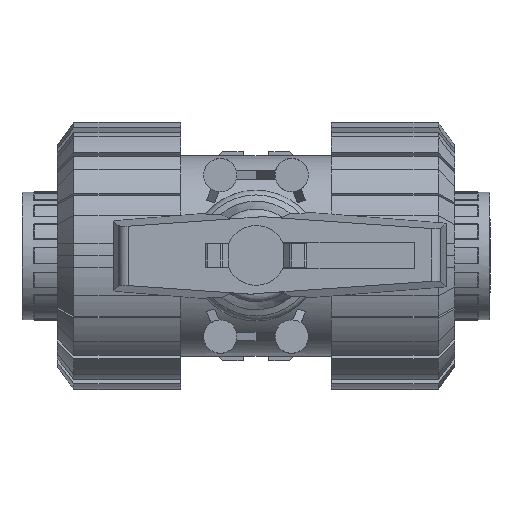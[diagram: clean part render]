
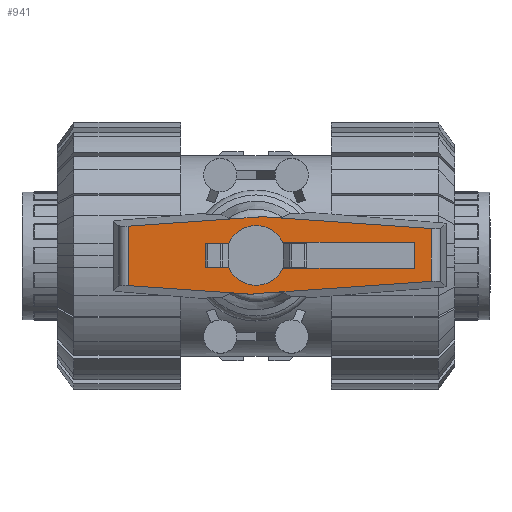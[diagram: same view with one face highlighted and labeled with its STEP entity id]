
A CAD part, top view. The second image highlights one B-rep face of the part: STEP entity #941.
In plain terms, the highlighted planar face has unit normal (0, 0, 1).
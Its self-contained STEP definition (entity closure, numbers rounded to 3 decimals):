
#941=ADVANCED_FACE('',(#2253,#2254),#2255,.T.);
#2253=FACE_BOUND('',#4007,.T.);
#2254=FACE_OUTER_BOUND('',#4008,.T.);
#2255=PLANE('',#4009);
#4007=EDGE_LOOP('',(#6423,#6424,#6425,#6426,#6427,#6428,#6429,#6430));
#4008=EDGE_LOOP('',(#6431,#6432,#6433,#6434,#6435,#6436,#6437,#6438));
#4009=AXIS2_PLACEMENT_3D('',#6439,#6440,#6441);
#6423=ORIENTED_EDGE('',*,*,#11105,.T.);
#6424=ORIENTED_EDGE('',*,*,#11190,.T.);
#6425=ORIENTED_EDGE('',*,*,#11268,.T.);
#6426=ORIENTED_EDGE('',*,*,#11195,.T.);
#6427=ORIENTED_EDGE('',*,*,#11094,.T.);
#6428=ORIENTED_EDGE('',*,*,#11090,.T.);
#6429=ORIENTED_EDGE('',*,*,#11086,.T.);
#6430=ORIENTED_EDGE('',*,*,#11081,.T.);
#6431=ORIENTED_EDGE('',*,*,#11305,.T.);
#6432=ORIENTED_EDGE('',*,*,#11355,.T.);
#6433=ORIENTED_EDGE('',*,*,#11342,.T.);
#6434=ORIENTED_EDGE('',*,*,#11332,.T.);
#6435=ORIENTED_EDGE('',*,*,#11324,.T.);
#6436=ORIENTED_EDGE('',*,*,#11357,.F.);
#6437=ORIENTED_EDGE('',*,*,#11259,.T.);
#6438=ORIENTED_EDGE('',*,*,#11297,.T.);
#6439=CARTESIAN_POINT('',(3.932,0.0,103.5));
#6440=DIRECTION('',(0.0,0.0,1.0));
#6441=DIRECTION('',(1.0,0.0,0.0));
#11081=EDGE_CURVE('',#13353,#13354,#13355,.T.);
#11086=EDGE_CURVE('',#13362,#13353,#13363,.T.);
#11090=EDGE_CURVE('',#13368,#13362,#13369,.T.);
#11094=EDGE_CURVE('',#13374,#13368,#13375,.T.);
#11105=EDGE_CURVE('',#13354,#13389,#13390,.T.);
#11190=EDGE_CURVE('',#13389,#13508,#13510,.T.);
#11195=EDGE_CURVE('',#13516,#13374,#13517,.T.);
#11259=EDGE_CURVE('',#13624,#13622,#13625,.T.);
#11268=EDGE_CURVE('',#13508,#13516,#13637,.T.);
#11297=EDGE_CURVE('',#13622,#13674,#13676,.T.);
#11305=EDGE_CURVE('',#13674,#13689,#13691,.T.);
#11324=EDGE_CURVE('',#13721,#13719,#13722,.T.);
#11332=EDGE_CURVE('',#13735,#13721,#13736,.T.);
#11342=EDGE_CURVE('',#13747,#13735,#13748,.T.);
#11355=EDGE_CURVE('',#13689,#13747,#13766,.T.);
#11357=EDGE_CURVE('',#13624,#13719,#13768,.T.);
#13353=VERTEX_POINT('',#16704);
#13354=VERTEX_POINT('',#16705);
#13355=LINE('',#16706,#16707);
#13362=VERTEX_POINT('',#16717);
#13363=LINE('',#16718,#16719);
#13368=VERTEX_POINT('',#16726);
#13369=LINE('',#16727,#16728);
#13374=VERTEX_POINT('',#16735);
#13375=CIRCLE('',#16736,6.286);
#13389=VERTEX_POINT('',#16754);
#13390=CIRCLE('',#16755,6.286);
#13508=VERTEX_POINT('',#16916);
#13510=LINE('',#16919,#16920);
#13516=VERTEX_POINT('',#16928);
#13517=LINE('',#16929,#16930);
#13622=VERTEX_POINT('',#17286);
#13624=VERTEX_POINT('',#17289);
#13625=LINE('',#17290,#17291);
#13637=LINE('',#17307,#17308);
#13674=VERTEX_POINT('',#17404);
#13676=LINE('',#17407,#17408);
#13689=VERTEX_POINT('',#17424);
#13691=LINE('',#17426,#17427);
#13719=VERTEX_POINT('',#17517);
#13721=VERTEX_POINT('',#17519);
#13722=LINE('',#17520,#17521);
#13735=VERTEX_POINT('',#17607);
#13736=LINE('',#17608,#17609);
#13747=VERTEX_POINT('',#17645);
#13748=LINE('',#17646,#17647);
#13766=LINE('',#17703,#17704);
#13768=LINE('',#17706,#17707);
#16704=CARTESIAN_POINT('',(33.333,-2.75,103.5));
#16705=CARTESIAN_POINT('',(5.652,-2.75,103.5));
#16706=CARTESIAN_POINT('',(10.299,-2.75,103.5));
#16707=VECTOR('',#23290,1.0);
#16717=CARTESIAN_POINT('',(33.333,2.75,103.5));
#16718=CARTESIAN_POINT('',(33.333,0.0,103.5));
#16719=VECTOR('',#23294,1.0);
#16726=CARTESIAN_POINT('',(5.652,2.75,103.5));
#16727=CARTESIAN_POINT('',(10.299,2.75,103.5));
#16728=VECTOR('',#23297,1.0);
#16735=CARTESIAN_POINT('',(-5.778,2.475,103.5));
#16736=AXIS2_PLACEMENT_3D('',#23300,#23301,#23302);
#16754=CARTESIAN_POINT('',(-5.778,-2.475,103.5));
#16755=AXIS2_PLACEMENT_3D('',#23316,#23317,#23318);
#16916=CARTESIAN_POINT('',(-10.633,-2.475,103.5));
#16919=CARTESIAN_POINT('',(-1.986,-2.475,103.5));
#16920=VECTOR('',#23405,1.0);
#16928=CARTESIAN_POINT('',(-10.633,2.475,103.5));
#16929=CARTESIAN_POINT('',(-1.986,2.475,103.5));
#16930=VECTOR('',#23408,1.0);
#17286=CARTESIAN_POINT('',(0.429,8.204,103.5));
#17289=CARTESIAN_POINT('',(36.912,5.652,103.5));
#17290=CARTESIAN_POINT('',(21.382,6.738,103.5));
#17291=VECTOR('',#23460,1.0);
#17307=CARTESIAN_POINT('',(-10.633,3.713,103.5));
#17308=VECTOR('',#23471,1.0);
#17404=CARTESIAN_POINT('',(0.438,8.069,103.5));
#17407=CARTESIAN_POINT('',(0.077,13.236,103.5));
#17408=VECTOR('',#23489,1.0);
#17424=CARTESIAN_POINT('',(-26.912,6.157,103.5));
#17426=CARTESIAN_POINT('',(-3.003,7.829,103.5));
#17427=VECTOR('',#23502,1.0);
#17517=CARTESIAN_POINT('',(36.912,-5.457,103.5));
#17519=CARTESIAN_POINT('',(-0.438,-8.069,103.5));
#17520=CARTESIAN_POINT('',(22.058,-6.496,103.5));
#17521=VECTOR('',#23526,1.0);
#17607=CARTESIAN_POINT('',(-0.429,-8.204,103.5));
#17608=CARTESIAN_POINT('',(-0.676,-4.669,103.5));
#17609=VECTOR('',#23528,1.0);
#17645=CARTESIAN_POINT('',(-26.912,-6.352,103.5));
#17646=CARTESIAN_POINT('',(-3.705,-7.974,103.5));
#17647=VECTOR('',#23533,1.0);
#17703=CARTESIAN_POINT('',(-26.912,9.9,103.5));
#17704=VECTOR('',#23544,1.0);
#17706=CARTESIAN_POINT('',(36.912,9.9,103.5));
#17707=VECTOR('',#23545,1.0);
#23290=DIRECTION('',(-1.0,0.0,0.0));
#23294=DIRECTION('',(0.0,-1.0,0.0));
#23297=DIRECTION('',(1.0,0.0,-0.0));
#23300=CARTESIAN_POINT('',(0.0,0.0,103.5));
#23301=DIRECTION('',(0.0,0.0,-1.0));
#23302=DIRECTION('',(1.0,0.0,0.0));
#23316=CARTESIAN_POINT('',(0.0,0.0,103.5));
#23317=DIRECTION('',(0.0,0.0,-1.0));
#23318=DIRECTION('',(1.0,0.0,0.0));
#23405=DIRECTION('',(-1.0,0.0,0.0));
#23408=DIRECTION('',(1.0,0.0,0.0));
#23460=DIRECTION('',(-0.998,0.07,0.0));
#23471=DIRECTION('',(0.0,1.0,-0.0));
#23489=DIRECTION('',(0.07,-0.998,0.0));
#23502=DIRECTION('',(-0.998,-0.07,0.0));
#23526=DIRECTION('',(0.998,0.07,-0.0));
#23528=DIRECTION('',(-0.07,0.998,0.0));
#23533=DIRECTION('',(0.998,-0.07,0.0));
#23544=DIRECTION('',(0.0,-1.0,0.0));
#23545=DIRECTION('',(0.0,-1.0,0.0));
